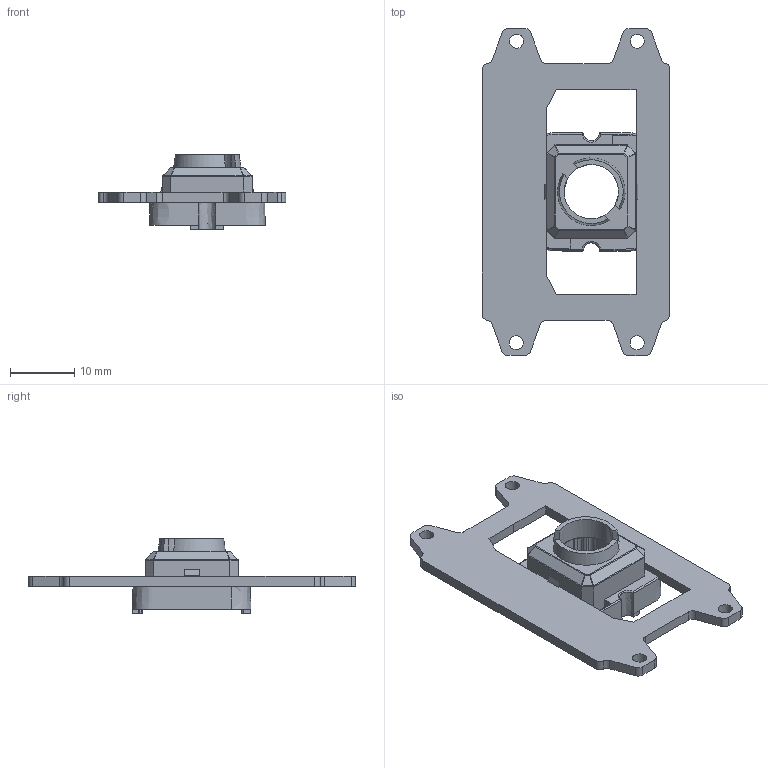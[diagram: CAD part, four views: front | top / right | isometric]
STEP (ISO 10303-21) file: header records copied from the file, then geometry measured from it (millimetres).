
FILE_DESCRIPTION(('KiCad electronic assembly'),'2;1');
FILE_NAME('is0Topre_Plate.STEP','2022-06-04T16:12:37',('Pcbnew'),( 'Kicad'),'Open CASCADE STEP processor 7.6','KiCad to STEP converter' ,'Unknown');
FILE_SCHEMA(('AUTOMOTIVE_DESIGN { 1 0 10303 214 1 1 1 1 }'));
Length unit declared in the file: millimetre
Products named in the file (4): is0Topre_Plate 1; Topre_Housing; SOLID; is0Topre_Plate PCB
Assembly tree (3 placements, depth 3):
  is0Topre_Plate 1
    Topre_Housing
      SOLID
    is0Topre_Plate PCB
Bounding box: 29.35 x 51.1 x 11.7 mm (x, y, z)
Volume: 2070.9 mm3; surface area: 3853.6 mm2
Topology: 2 solids, 2 shells, 279 faces, 745 edges, 462 vertices
Faces by surface type: bspline 229, plane 26, cylinder 24
Full cylindrical faces by diameter (mm): 2.2 x4
Entity records: 19731 total; most frequent: CARTESIAN_POINT 9283, ORIENTED_EDGE 1474, B_SPLINE_CURVE_WITH_KNOTS 1474, PCURVE 1474, DEFINITIONAL_REPRESENTATION 1474, EDGE_CURVE 737, SURFACE_CURVE 731, DIRECTION 588
